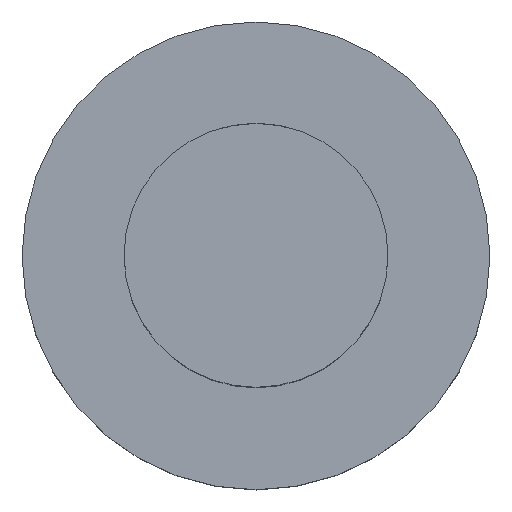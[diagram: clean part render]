
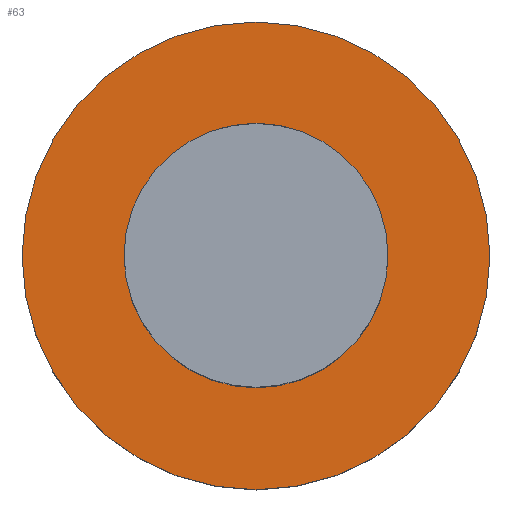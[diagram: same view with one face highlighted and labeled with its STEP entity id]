
A CAD part, top view. The second image highlights one B-rep face of the part: STEP entity #63.
In plain terms, the highlighted planar face has unit normal (0, 0, 1).
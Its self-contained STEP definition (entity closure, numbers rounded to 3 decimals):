
#60=EDGE_CURVE('240[2]',#155,#155,#156,.T.);
#63=ADVANCED_FACE('240[2]',(#159,#160),#161,.T.);
#100=EDGE_CURVE('240[2]',#218,#218,#219,.T.);
#155=VERTEX_POINT('',#314);
#156=CIRCLE('',#315,11.0);
#159=FACE_BOUND('',#319,.T.);
#160=FACE_OUTER_BOUND('',#320,.T.);
#161=PLANE('',#321);
#218=VERTEX_POINT('',#492);
#219=CIRCLE('',#493,19.5);
#314=CARTESIAN_POINT('',(11.0,0.0,0.0));
#315=AXIS2_PLACEMENT_3D('',#615,#616,#617);
#319=EDGE_LOOP('',(#619));
#320=EDGE_LOOP('',(#620));
#321=AXIS2_PLACEMENT_3D('',#621,#622,#623);
#492=CARTESIAN_POINT('',(0.,19.5,0.));
#493=AXIS2_PLACEMENT_3D('',#682,#683,#684);
#615=CARTESIAN_POINT('',(0.0,0.0,0.));
#616=DIRECTION('',(0.,0.,-1.0));
#617=DIRECTION('',(1.0,0.,0.));
#619=ORIENTED_EDGE('',*,*,#60,.T.);
#620=ORIENTED_EDGE('',*,*,#100,.F.);
#621=CARTESIAN_POINT('',(0.,9.75,0.));
#622=DIRECTION('',(0.,0.,1.0));
#623=DIRECTION('',(1.0,0.,0.0));
#682=CARTESIAN_POINT('',(0.0,0.0,0.0));
#683=DIRECTION('',(0.,0.,-1.0));
#684=DIRECTION('',(0.,1.0,0.));
